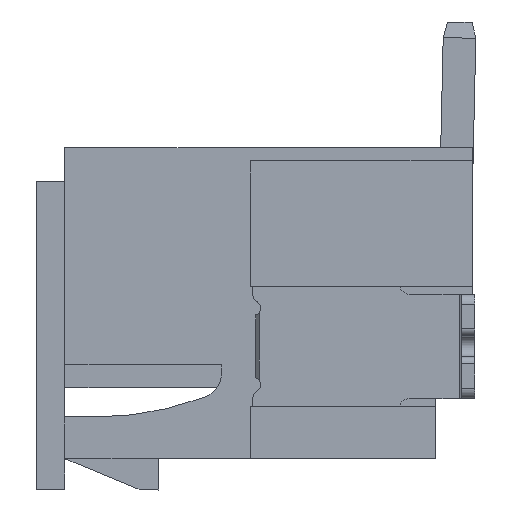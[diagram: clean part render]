
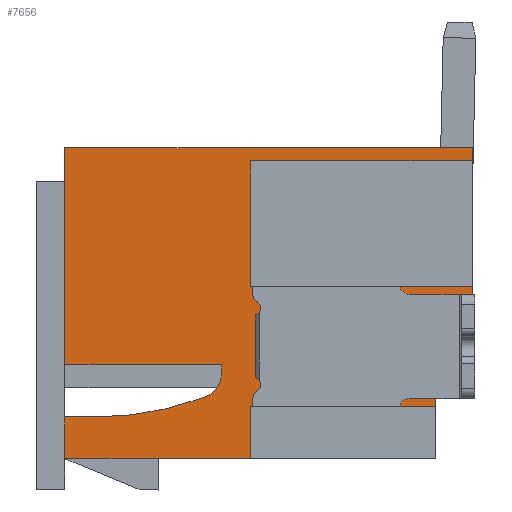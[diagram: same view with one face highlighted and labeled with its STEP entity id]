
A CAD part, left-side view. The second image highlights one B-rep face of the part: STEP entity #7656.
In plain terms, the highlighted planar face has unit normal (-1, 0, 0).
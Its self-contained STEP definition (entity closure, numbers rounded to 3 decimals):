
#1=DIRECTION('',(0.,0.841,-0.541));
#2=VECTOR('',#1,0.832);
#3=CARTESIAN_POINT('',(-21.25,-7.8,2.1));
#4=LINE('',#3,#2);
#5=DIRECTION('',(0.,0.707,-0.707));
#6=VECTOR('',#5,0.212);
#7=CARTESIAN_POINT('',(-21.25,-3.7,0.45));
#8=LINE('',#7,#6);
#9=CARTESIAN_POINT('',(-21.25,-0.6,6.622));
#10=DIRECTION('',(-1.,0.,0.));
#11=DIRECTION('',(0.,0.,-1.));
#12=AXIS2_PLACEMENT_3D('',#9,#10,#11);
#14=DIRECTION('',(0.,-0.94,0.342));
#15=VECTOR('',#14,0.085);
#16=CARTESIAN_POINT('',(-21.25,-2.591,1.151));
#17=LINE('',#16,#15);
#18=CARTESIAN_POINT('',(-21.25,-2.5,1.65));
#19=DIRECTION('',(-1.,0.,0.));
#20=DIRECTION('',(0.,-0.342,-0.94));
#21=AXIS2_PLACEMENT_3D('',#18,#19,#20);
#23=DIRECTION('',(0.,-0.707,-0.707));
#24=VECTOR('',#23,0.212);
#25=CARTESIAN_POINT('',(-21.25,-3.55,4.));
#26=LINE('',#25,#24);
#31=DIRECTION('',(0.,0.,1.));
#32=VECTOR('',#31,1.2);
#33=CARTESIAN_POINT('',(-21.25,-7.8,2.1));
#34=LINE('',#33,#32);
#35=DIRECTION('',(0.,0.,1.));
#36=VECTOR('',#35,0.25);
#37=CARTESIAN_POINT('',(-21.25,-7.8,5.7));
#38=LINE('',#37,#36);
#55=DIRECTION('',(0.,1.,0.));
#56=VECTOR('',#55,1.4);
#57=CARTESIAN_POINT('',(-21.25,-7.8,3.3));
#58=LINE('',#57,#56);
#235=DIRECTION('',(0.,0.,1.));
#236=VECTOR('',#235,0.55);
#237=CARTESIAN_POINT('',(-21.25,-6.4,3.3));
#238=LINE('',#237,#236);
#263=DIRECTION('',(0.,1.,0.));
#264=VECTOR('',#263,2.7);
#265=CARTESIAN_POINT('',(-21.25,-6.4,3.85));
#266=LINE('',#265,#264);
#393=DIRECTION('',(0.,-1.,0.));
#394=VECTOR('',#393,2.7);
#395=CARTESIAN_POINT('',(-21.25,-3.7,0.45));
#396=LINE('',#395,#394);
#421=DIRECTION('',(0.,0.,1.));
#422=VECTOR('',#421,0.55);
#423=CARTESIAN_POINT('',(-21.25,-6.4,0.45));
#424=LINE('',#423,#422);
#449=DIRECTION('',(0.,-1.,0.));
#450=VECTOR('',#449,0.7);
#451=CARTESIAN_POINT('',(-21.25,-6.4,1.));
#452=LINE('',#451,#450);
#675=DIRECTION('',(0.,0.,1.));
#676=VECTOR('',#675,0.65);
#677=CARTESIAN_POINT('',(-21.25,-7.1,1.));
#678=LINE('',#677,#676);
#1293=DIRECTION('',(0.,1.,0.));
#1294=VECTOR('',#1293,7.8);
#1295=CARTESIAN_POINT('',(-21.25,-7.8,5.95));
#1296=LINE('',#1295,#1294);
#1313=DIRECTION('',(0.,0.,-1.));
#1314=VECTOR('',#1313,4.15);
#1315=CARTESIAN_POINT('',(-21.25,0.,5.95));
#1316=LINE('',#1315,#1314);
#1701=DIRECTION('',(0.,1.,0.));
#1702=VECTOR('',#1701,0.6);
#1703=CARTESIAN_POINT('',(-21.25,-0.6,0.8));
#1704=LINE('',#1703,#1702);
#1758=DIRECTION('',(0.,-1.,0.));
#1759=VECTOR('',#1758,3.55);
#1760=CARTESIAN_POINT('',(-21.25,0.,0.));
#1761=LINE('',#1760,#1759);
#1946=DIRECTION('',(0.,0.,-1.));
#1947=VECTOR('',#1946,0.8);
#1948=CARTESIAN_POINT('',(-21.25,0.,0.8));
#1949=LINE('',#1948,#1947);
#1958=DIRECTION('',(0.,0.,1.));
#1959=VECTOR('',#1958,0.3);
#1960=CARTESIAN_POINT('',(-21.25,-3.55,0.));
#1961=LINE('',#1960,#1959);
#2893=DIRECTION('',(0.,-1.,0.));
#2894=VECTOR('',#2893,3.);
#2895=CARTESIAN_POINT('',(-21.25,0.,1.8));
#2896=LINE('',#2895,#2894);
#2897=DIRECTION('',(0.,0.,-1.));
#2898=VECTOR('',#2897,0.15);
#2899=CARTESIAN_POINT('',(-21.25,-3.,1.8));
#2900=LINE('',#2899,#2898);
#5769=DIRECTION('',(0.,0.,1.));
#5770=VECTOR('',#5769,1.7);
#5771=CARTESIAN_POINT('',(-21.25,-3.55,4.));
#5772=LINE('',#5771,#5770);
#5801=DIRECTION('',(0.,-1.,0.));
#5802=VECTOR('',#5801,4.25);
#5803=CARTESIAN_POINT('',(-21.25,-3.55,5.7));
#5804=LINE('',#5803,#5802);
#5817=CARTESIAN_POINT('',(-21.25,-7.8,2.1));
#5818=CARTESIAN_POINT('',(-21.25,-7.1,1.65));
#5819=VERTEX_POINT('',#5817);
#5820=VERTEX_POINT('',#5818);
#5821=CARTESIAN_POINT('',(-21.25,-7.1,1.));
#5822=VERTEX_POINT('',#5821);
#5823=CARTESIAN_POINT('',(-21.25,-6.4,1.));
#5824=VERTEX_POINT('',#5823);
#5825=CARTESIAN_POINT('',(-21.25,-3.7,0.45));
#5826=CARTESIAN_POINT('',(-21.25,-6.4,0.45));
#5827=VERTEX_POINT('',#5825);
#5828=VERTEX_POINT('',#5826);
#5829=CARTESIAN_POINT('',(-21.25,-3.55,0.));
#5830=CARTESIAN_POINT('',(-21.25,-3.55,0.3));
#5831=VERTEX_POINT('',#5829);
#5832=VERTEX_POINT('',#5830);
#5833=CARTESIAN_POINT('',(-21.25,0.,0.));
#5834=VERTEX_POINT('',#5833);
#5835=CARTESIAN_POINT('',(-21.25,0.,0.8));
#5836=VERTEX_POINT('',#5835);
#5837=CARTESIAN_POINT('',(-21.25,-0.6,0.8));
#5838=VERTEX_POINT('',#5837);
#5839=CARTESIAN_POINT('',(-21.25,-2.591,1.151));
#5840=VERTEX_POINT('',#5839);
#5841=CARTESIAN_POINT('',(-21.25,-2.671,1.18));
#5842=VERTEX_POINT('',#5841);
#5843=CARTESIAN_POINT('',(-21.25,-3.,1.65));
#5844=VERTEX_POINT('',#5843);
#5845=CARTESIAN_POINT('',(-21.25,-3.,1.8));
#5846=VERTEX_POINT('',#5845);
#5847=CARTESIAN_POINT('',(-21.25,0.,1.8));
#5848=VERTEX_POINT('',#5847);
#5849=CARTESIAN_POINT('',(-21.25,0.,5.95));
#5850=VERTEX_POINT('',#5849);
#5851=CARTESIAN_POINT('',(-21.25,-7.8,5.95));
#5852=VERTEX_POINT('',#5851);
#5853=CARTESIAN_POINT('',(-21.25,-3.55,5.7));
#5854=CARTESIAN_POINT('',(-21.25,-7.8,5.7));
#5855=VERTEX_POINT('',#5853);
#5856=VERTEX_POINT('',#5854);
#5857=CARTESIAN_POINT('',(-21.25,-3.55,4.));
#5858=VERTEX_POINT('',#5857);
#5859=CARTESIAN_POINT('',(-21.25,-7.8,3.3));
#5860=VERTEX_POINT('',#5859);
#6591=CARTESIAN_POINT('',(-21.25,-6.4,3.3));
#6592=VERTEX_POINT('',#6591);
#6607=CARTESIAN_POINT('',(-21.25,-6.4,3.85));
#6608=VERTEX_POINT('',#6607);
#6613=CARTESIAN_POINT('',(-21.25,-3.7,3.85));
#6614=VERTEX_POINT('',#6613);
#7599=CARTESIAN_POINT('',(-21.25,-3.9,2.975));
#7600=DIRECTION('',(1.,0.,0.));
#7601=DIRECTION('',(0.,0.,1.));
#7602=AXIS2_PLACEMENT_3D('',#7599,#7600,#7601);
#7603=PLANE('',#7602);
#7605=ORIENTED_EDGE('',*,*,#7604,.T.);
#7607=ORIENTED_EDGE('',*,*,#7606,.F.);
#7609=ORIENTED_EDGE('',*,*,#7608,.F.);
#7611=ORIENTED_EDGE('',*,*,#7610,.F.);
#7613=ORIENTED_EDGE('',*,*,#7612,.F.);
#7615=ORIENTED_EDGE('',*,*,#7614,.T.);
#7617=ORIENTED_EDGE('',*,*,#7616,.F.);
#7619=ORIENTED_EDGE('',*,*,#7618,.F.);
#7621=ORIENTED_EDGE('',*,*,#7620,.F.);
#7623=ORIENTED_EDGE('',*,*,#7622,.F.);
#7625=ORIENTED_EDGE('',*,*,#7624,.T.);
#7627=ORIENTED_EDGE('',*,*,#7626,.T.);
#7629=ORIENTED_EDGE('',*,*,#7628,.T.);
#7631=ORIENTED_EDGE('',*,*,#7630,.F.);
#7633=ORIENTED_EDGE('',*,*,#7632,.F.);
#7635=ORIENTED_EDGE('',*,*,#7634,.F.);
#7637=ORIENTED_EDGE('',*,*,#7636,.F.);
#7639=ORIENTED_EDGE('',*,*,#7638,.F.);
#7641=ORIENTED_EDGE('',*,*,#7640,.F.);
#7643=ORIENTED_EDGE('',*,*,#7642,.F.);
#7645=ORIENTED_EDGE('',*,*,#7644,.T.);
#7647=ORIENTED_EDGE('',*,*,#7646,.F.);
#7649=ORIENTED_EDGE('',*,*,#7648,.F.);
#7651=ORIENTED_EDGE('',*,*,#7650,.F.);
#7653=ORIENTED_EDGE('',*,*,#7652,.F.);
#7654=EDGE_LOOP('',(#7605,#7607,#7609,#7611,#7613,#7615,#7617,#7619,#7621,#7623,
#7625,#7627,#7629,#7631,#7633,#7635,#7637,#7639,#7641,#7643,#7645,#7647,#7649,
#7651,#7653));
#7655=FACE_OUTER_BOUND('',#7654,.F.);
#13=CIRCLE('',#12,5.822);
#22=CIRCLE('',#21,0.5);
#7604=EDGE_CURVE('',#5819,#5820,#4,.T.);
#7606=EDGE_CURVE('',#5822,#5820,#678,.T.);
#7608=EDGE_CURVE('',#5824,#5822,#452,.T.);
#7610=EDGE_CURVE('',#5828,#5824,#424,.T.);
#7612=EDGE_CURVE('',#5827,#5828,#396,.T.);
#7614=EDGE_CURVE('',#5827,#5832,#8,.T.);
#7616=EDGE_CURVE('',#5831,#5832,#1961,.T.);
#7618=EDGE_CURVE('',#5834,#5831,#1761,.T.);
#7620=EDGE_CURVE('',#5836,#5834,#1949,.T.);
#7622=EDGE_CURVE('',#5838,#5836,#1704,.T.);
#7624=EDGE_CURVE('',#5838,#5840,#13,.T.);
#7626=EDGE_CURVE('',#5840,#5842,#17,.T.);
#7628=EDGE_CURVE('',#5842,#5844,#22,.T.);
#7630=EDGE_CURVE('',#5846,#5844,#2900,.T.);
#7632=EDGE_CURVE('',#5848,#5846,#2896,.T.);
#7634=EDGE_CURVE('',#5850,#5848,#1316,.T.);
#7636=EDGE_CURVE('',#5852,#5850,#1296,.T.);
#7638=EDGE_CURVE('',#5856,#5852,#38,.T.);
#7640=EDGE_CURVE('',#5855,#5856,#5804,.T.);
#7642=EDGE_CURVE('',#5858,#5855,#5772,.T.);
#7644=EDGE_CURVE('',#5858,#6614,#26,.T.);
#7646=EDGE_CURVE('',#6608,#6614,#266,.T.);
#7648=EDGE_CURVE('',#6592,#6608,#238,.T.);
#7650=EDGE_CURVE('',#5860,#6592,#58,.T.);
#7652=EDGE_CURVE('',#5819,#5860,#34,.T.);
#7656=ADVANCED_FACE('',(#7655),#7603,.F.);
